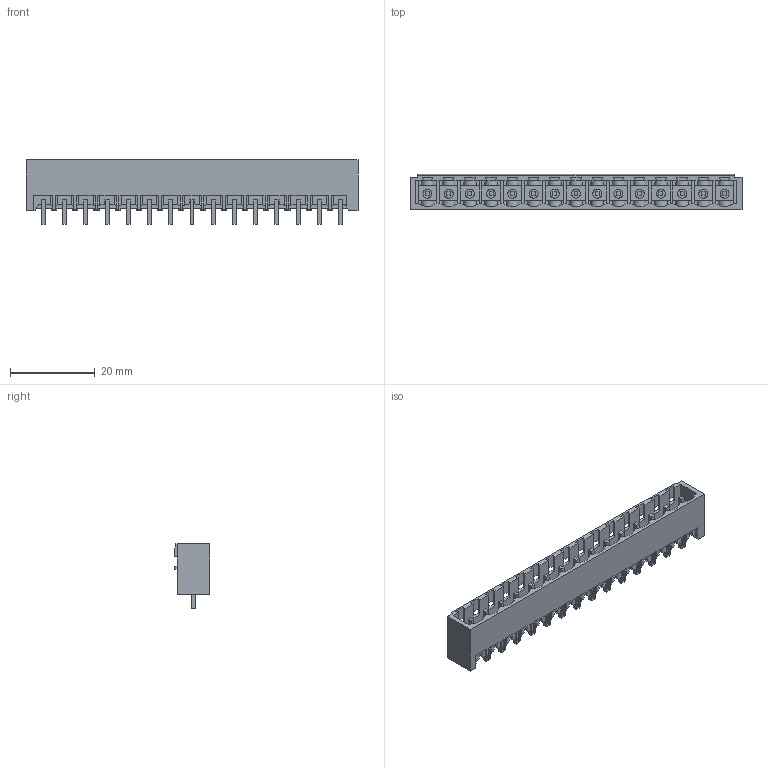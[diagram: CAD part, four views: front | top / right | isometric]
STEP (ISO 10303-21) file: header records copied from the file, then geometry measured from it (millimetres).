
FILE_DESCRIPTION(('CATIA V5 STEP Exchange','CAx-IF Rec.Pracs.--- Model Styling and Organization---1.2---2011-12-15'),'2;1');
FILE_NAME ('D1457146_0_1841290000_1841290000.stp','2018-04-11T11:08:12+00:00',('none'),('Weidmueller'),'CATIA Version 5-6 Release 2014','CATIA V5 STEP AP214','none');
FILE_SCHEMA(('AUTOMOTIVE_DESIGN { 1 0 10303 214 1 1 1 1 }'));
Length unit declared in the file: millimetre
Products named in the file (1): 1841290000
Bounding box: 78.2 x 8.43 x 15.2 mm (x, y, z)
Volume: 2808.3 mm3; surface area: 6781.3 mm2
Topology: 16 solids, 16 shells, 1033 faces, 3148 edges, 2119 vertices
Faces by surface type: plane 874, cylinder 133, extrusion 26
Entity records: 33042 total; most frequent: CARTESIAN_POINT 6915, ORIENTED_EDGE 6296, DIRECTION 4060, EDGE_CURVE 3148, VECTOR 2631, LINE 2605, VERTEX_POINT 2119, EDGE_LOOP 1065
